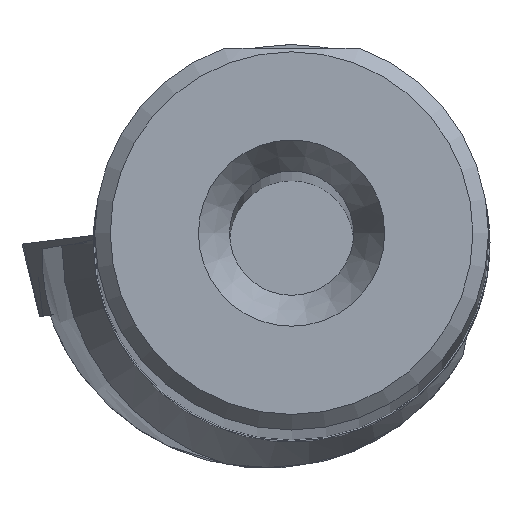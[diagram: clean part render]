
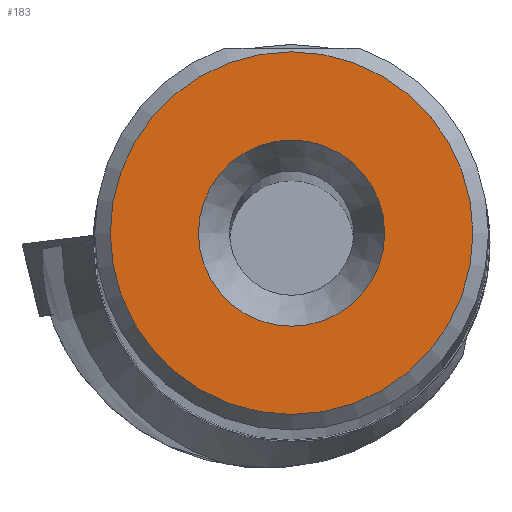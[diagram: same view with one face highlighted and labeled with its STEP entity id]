
A CAD part, top view. The second image highlights one B-rep face of the part: STEP entity #183.
In plain terms, the highlighted planar face has unit normal (0, 0, 1).
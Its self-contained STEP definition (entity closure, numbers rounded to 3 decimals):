
#183=ADVANCED_FACE('',(#308,#309),#211,.T.);
#211=PLANE('',#834);
#308=FACE_BOUND('',#357,.T.);
#309=FACE_BOUND('',#358,.T.);
#357=EDGE_LOOP('',(#479));
#358=EDGE_LOOP('',(#480));
#479=ORIENTED_EDGE('',*,*,#669,.F.);
#480=ORIENTED_EDGE('',*,*,#663,.T.);
#591=VERTEX_POINT('',#1300);
#596=VERTEX_POINT('',#1316);
#663=EDGE_CURVE('',#591,#591,#710,.T.);
#669=EDGE_CURVE('',#596,#596,#713,.T.);
#710=CIRCLE('',#828,5.843);
#713=CIRCLE('',#833,3.);
#828=AXIS2_PLACEMENT_3D('',#1299,#975,#976);
#833=AXIS2_PLACEMENT_3D('',#1315,#987,#988);
#834=AXIS2_PLACEMENT_3D('',#1317,#989,#990);
#975=DIRECTION('',(0.,0.,1.));
#976=DIRECTION('',(1.,0.,0.));
#987=DIRECTION('',(0.,0.,1.));
#988=DIRECTION('',(1.,0.,0.));
#989=DIRECTION('',(0.,0.,1.));
#990=DIRECTION('',(1.,0.,0.));
#1299=CARTESIAN_POINT('',(0.,0.,0.));
#1300=CARTESIAN_POINT('',(5.843,0.,0.));
#1315=CARTESIAN_POINT('',(0.,0.,0.));
#1316=CARTESIAN_POINT('',(3.,0.,0.));
#1317=CARTESIAN_POINT('',(0.,0.,0.));
